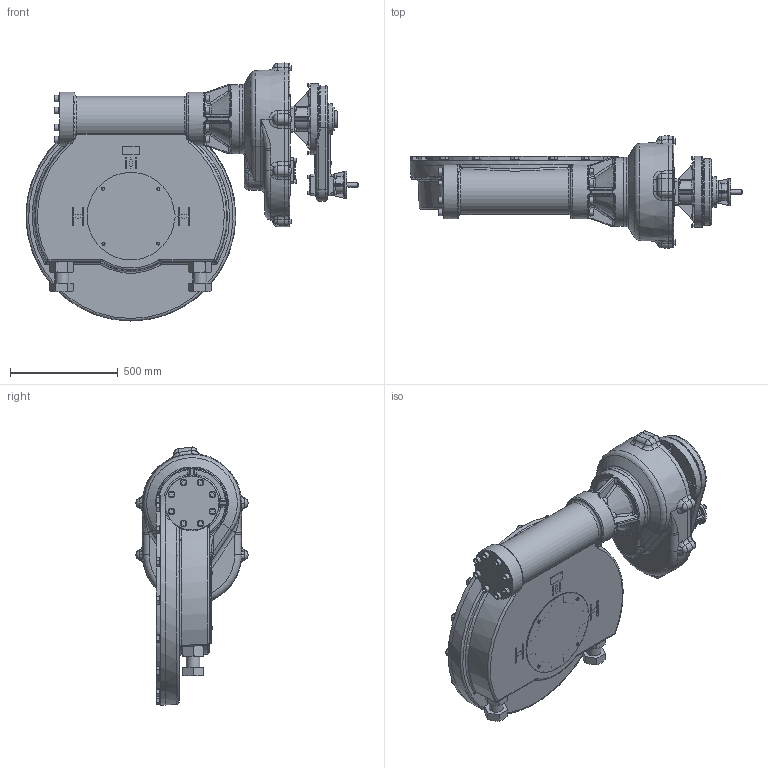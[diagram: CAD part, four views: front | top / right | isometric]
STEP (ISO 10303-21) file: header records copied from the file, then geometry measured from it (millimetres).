
FILE_DESCRIPTION(/* description */ ('Unknown'),/* implementation_level */ '2;1');
FILE_NAME(/* name */ 'PUB-IW13-IR4-AS6-2_SOLID_0-0',/* time_stamp */ '2019-11-13T01:32:08+00:00',/* author */ ('Unknown'),/* organization */ ('Unknown'),/* preprocessor_version */ 'ST-DEVELOPER v16.7',/* originating_system */ 'DEX',/* authorisation */ $);
FILE_SCHEMA (('AUTOMOTIVE_DESIGN {1 0 10303 214 3 1 1}'));
Products named in the file (1): PUB-IW13-IR4-AS6-2_SOLID_0-0
Bounding box: 1538.75 x 519.96 x 1195.99 mm (x, y, z)
Volume: 210880994.2 mm3; surface area: 5128649.5 mm2
Topology: 62 solids, 62 shells, 3118 faces, 7896 edges, 4968 vertices
Faces by surface type: plane 1420, cylinder 720, cone 465, bspline 224, torus 197, sphere 92
Full cylindrical faces by diameter (mm): 10.5 x4, 12 x2, 13.835 x4, 16 x16, 16.6 x8, 17.5 x2, 18 x8, 20 x9, 20.5 x8, 21 x8, 27.823 x12, 29.98 x2, 29.997 x1, 30 x25, 30.7 x16, 31.5 x1, 34.25 x2, 34.7 x1, 35.105 x1, 38.5 x1, 39 x16, 40 x6, 40.296 x2, 40.3 x8, 50 x1, 50.2 x1, 52.1 x10, 54.7 x1, 55.115 x1, 56 x1
Entity records: 96497 total; most frequent: CARTESIAN_POINT 26666, ORIENTED_EDGE 14264, DIRECTION 14164, EDGE_CURVE 7132, AXIS2_PLACEMENT_3D 5453, VERTEX_POINT 4740, FACE_BOUND 3764, EDGE_LOOP 3688
